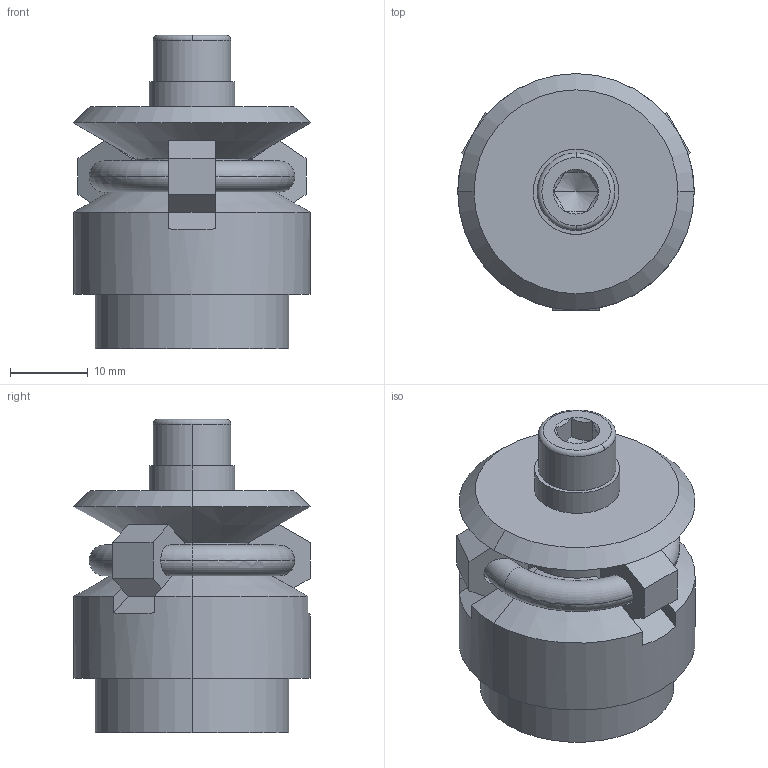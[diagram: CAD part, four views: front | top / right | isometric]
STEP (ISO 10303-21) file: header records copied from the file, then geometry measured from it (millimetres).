
FILE_DESCRIPTION(('STEP AP214'),'1');
FILE_NAME(' ',' ',('TraceParts'),('TraceParts S.A.'),'XStep 1.0',' ',' ');
FILE_SCHEMA(('automotive_design'));
Length unit declared in the file: millimetre
Products named in the file (1): 1
Bounding box: 30.5 x 30.5 x 40.4 mm (x, y, z)
Volume: 18289.9 mm3; surface area: 6597.1 mm2
Topology: 1 solids, 1 shells, 135 faces, 337 edges, 199 vertices
Faces by surface type: plane 61, cylinder 31, cone 26, torus 17
Entity records: 7941 total; most frequent: CARTESIAN_POINT 1122, ORIENTED_EDGE 694, STYLED_ITEM 665, PRESENTATION_STYLE_ASSIGNMENT 665, COLOUR_RGB 665, DIRECTION 626, EDGE_CURVE 333, CURVE_STYLE 333
